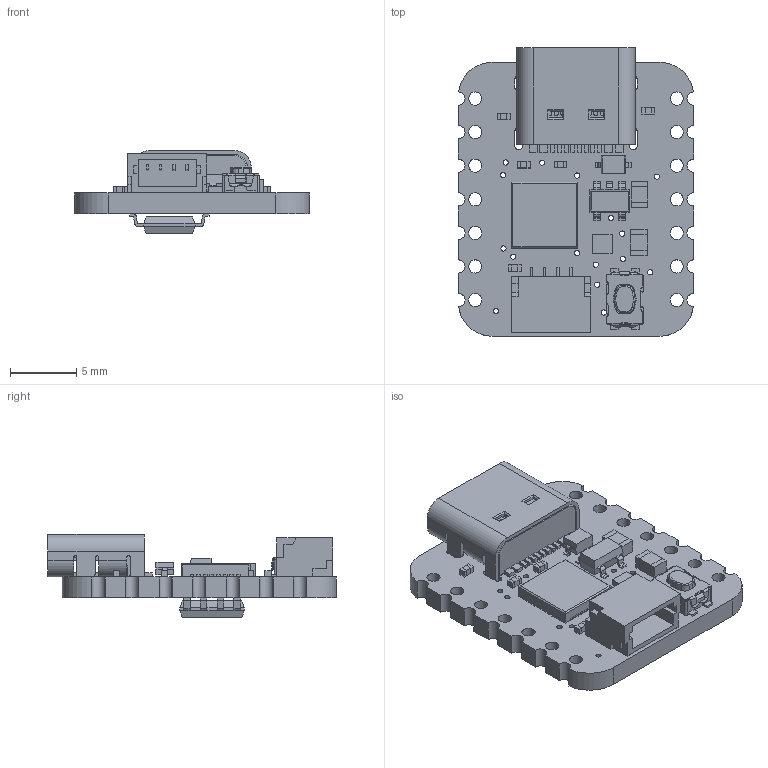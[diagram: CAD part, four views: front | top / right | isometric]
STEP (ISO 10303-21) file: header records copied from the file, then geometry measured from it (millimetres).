
FILE_DESCRIPTION(/* description */ (''),/* implementation_level */ '2;1');
FILE_NAME(/* name */ 'qt py.step',/* time_stamp */ '2020-10-07T14:54:14-04:00',/* author */ (''),/* organization */ (''),/* preprocessor_version */ 'ST-DEVELOPER v18.1',/* originating_system */ 'Autodesk Translation Framework v9.3.0.1241',/* authorisation */ '');
FILE_SCHEMA (('AUTOMOTIVE_DESIGN { 1 0 10303 214 3 1 1 }'));
Length unit declared in the file: millimetre
Products named in the file (13): PCB Component; Board; 10uF; reset; ATSAMD21E; TPB1,27; 5.1K; USB TYPE C; STEMMA_I2C_QTSKINNY; AP2112K-3.3; WS2812B_SK6805_1515;   NSR0320; SOIC8_150MIL
Assembly tree (17 placements, depth 2):
  PCB Component
    Board
    10uF  x2
    reset
    ATSAMD21E
    TPB1,27
    5.1K  x5
    USB TYPE C
    STEMMA_I2C_QTSKINNY
    AP2112K-3.3
    WS2812B_SK6805_1515
      NSR0320
    SOIC8_150MIL
Bounding box: 17.78 x 21.8 x 6.28 mm (x, y, z)
Volume: 760.6 mm3; surface area: 1862.6 mm2
Topology: 54 solids, 54 shells, 1521 faces, 4006 edges, 2602 vertices
Faces by surface type: plane 1119, cylinder 348, bspline 20, torus 16, cone 12, sphere 6
Full cylindrical faces by diameter (mm): 0.39 x1, 0.394 x34, 0.5 x2, 0.65 x2, 1 x14
Entity records: 46901 total; most frequent: CARTESIAN_POINT 9358, ORIENTED_EDGE 7636, DIRECTION 7366, EDGE_CURVE 3818, LINE 3042, VECTOR 3042, VERTEX_POINT 2482, AXIS2_PLACEMENT_3D 2162
